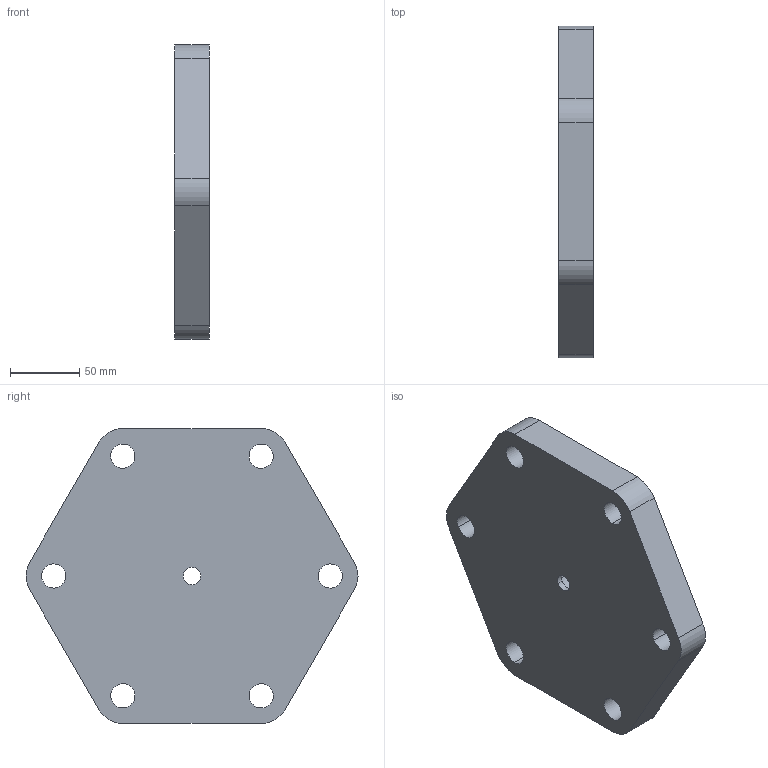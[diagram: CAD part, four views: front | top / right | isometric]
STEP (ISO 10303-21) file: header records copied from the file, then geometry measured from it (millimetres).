
FILE_DESCRIPTION(('CATIA V5 STEP Exchange'),'2;1');
FILE_NAME('PLATINE.stp','2020-05-27T11:40:45+00:00',('none'),('none'),'CATIA Version 5 Release 21 GA (IN-10)','CATIA V5 STEP AP203','none');
FILE_SCHEMA(('CONFIG_CONTROL_DESIGN'));
Length unit declared in the file: millimetre
Products named in the file (1): PLATINE
Bounding box: 25 x 240 x 213.21 mm (x, y, z)
Volume: 910731.4 mm3; surface area: 107091.4 mm2
Topology: 1 solids, 1 shells, 54 faces, 140 edges, 85 vertices
Faces by surface type: cylinder 34, plane 10, cone 10
Entity records: 1513 total; most frequent: ORIENTED_EDGE 260, CARTESIAN_POINT 252, DIRECTION 202, EDGE_CURVE 130, AXIS2_PLACEMENT_3D 105, VERTEX_POINT 85, EDGE_LOOP 75, CIRCLE 68
